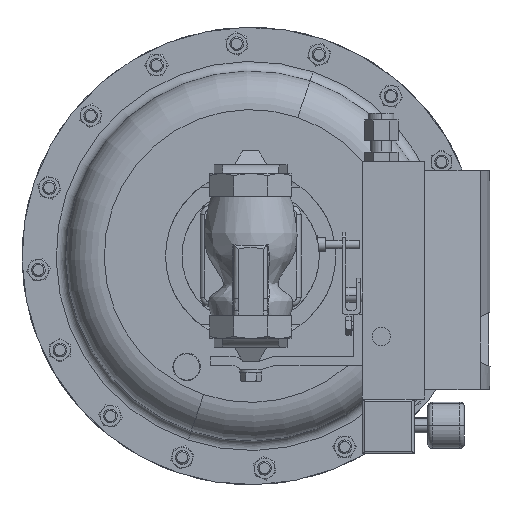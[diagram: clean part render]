
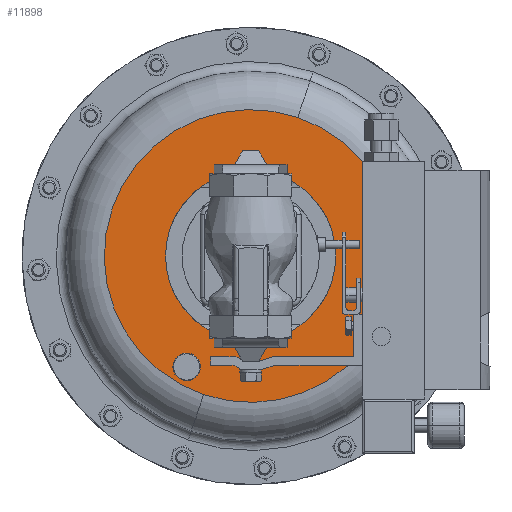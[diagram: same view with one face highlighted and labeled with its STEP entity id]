
A CAD part, front view. The second image highlights one B-rep face of the part: STEP entity #11898.
In plain terms, the highlighted planar face has unit normal (0, -1, 0).
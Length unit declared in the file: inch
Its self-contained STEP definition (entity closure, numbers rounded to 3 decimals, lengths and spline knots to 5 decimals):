
#1337 = CARTESIAN_POINT ( 'NONE',  ( -1.75, 7.835, -5.28109 ) ) ;
#3587 = EDGE_CURVE ( 'NONE', #25709, #37827, #26888, .T. ) ;
#4514 = DIRECTION ( 'NONE',  ( -0.321, 0., -0.947 ) ) ;
#4847 = VERTEX_POINT ( 'NONE', #31202 ) ;
#5659 = CARTESIAN_POINT ( 'NONE',  ( 0., 7.835, -2.25 ) ) ;
#5677 = EDGE_LOOP ( 'NONE', ( #24895, #24825 ) ) ;
#6724 = PLANE ( 'NONE',  #24230 ) ;
#6788 = ORIENTED_EDGE ( 'NONE', *, *, #3587, .T. ) ;
#7149 = CIRCLE ( 'NONE', #8113, 0.375 ) ;
#7404 = CARTESIAN_POINT ( 'NONE',  ( -1.75, 7.835, -5.28109 ) ) ;
#7804 = FACE_OUTER_BOUND ( 'NONE', #12075, .T. ) ;
#8113 = AXIS2_PLACEMENT_3D ( 'NONE', #7404, #29456, #10570 ) ;
#8809 = DIRECTION ( 'NONE',  ( -0.321, 0., -0.947 ) ) ;
#10570 = DIRECTION ( 'NONE',  ( -0.321, 0., -0.947 ) ) ;
#11451 = VERTEX_POINT ( 'NONE', #32388 ) ;
#11898 = ADVANCED_FACE ( 'NONE', ( #32942, #7804, #40345 ), #6724, .T. ) ;
#12075 = EDGE_LOOP ( 'NONE', ( #35363, #14236 ) ) ;
#12760 = EDGE_CURVE ( 'NONE', #24243, #4847, #30945, .T. ) ;
#13461 = DIRECTION ( 'NONE',  ( 0.321, 0., 0.947 ) ) ;
#13612 = CARTESIAN_POINT ( 'NONE',  ( 0., 7.835, -2.25 ) ) ;
#13619 = EDGE_CURVE ( 'NONE', #11451, #36586, #39748, .T. ) ;
#14236 = ORIENTED_EDGE ( 'NONE', *, *, #12760, .F. ) ;
#14279 = AXIS2_PLACEMENT_3D ( 'NONE', #13612, #35640, #16784 ) ;
#14821 = CARTESIAN_POINT ( 'NONE',  ( 1.28576, 7.835, 1.53772 ) ) ;
#15315 = AXIS2_PLACEMENT_3D ( 'NONE', #1337, #23415, #4514 ) ;
#15595 = CARTESIAN_POINT ( 'NONE',  ( 0., 7.835, -2.25 ) ) ;
#16505 = AXIS2_PLACEMENT_3D ( 'NONE', #5659, #27677, #8809 ) ;
#16784 = DIRECTION ( 'NONE',  ( 0., 0., -1. ) ) ;
#18338 = CARTESIAN_POINT ( 'NONE',  ( 0., 7.835, -2.25 ) ) ;
#18748 = DIRECTION ( 'NONE',  ( -0.321, 0., -0.947 ) ) ;
#20472 = CIRCLE ( 'NONE', #16505, 4. ) ;
#21524 = DIRECTION ( 'NONE',  ( 0., 0., -1. ) ) ;
#23415 = DIRECTION ( 'NONE',  ( 0., 1., 0. ) ) ;
#23872 = ORIENTED_EDGE ( 'NONE', *, *, #34720, .T. ) ;
#23992 = AXIS2_PLACEMENT_3D ( 'NONE', #15595, #37609, #18748 ) ;
#24230 = AXIS2_PLACEMENT_3D ( 'NONE', #31921, #32345, #13461 ) ;
#24243 = VERTEX_POINT ( 'NONE', #14821 ) ;
#24825 = ORIENTED_EDGE ( 'NONE', *, *, #37901, .F. ) ;
#24895 = ORIENTED_EDGE ( 'NONE', *, *, #13619, .F. ) ;
#25709 = VERTEX_POINT ( 'NONE', #27109 ) ;
#26585 = CARTESIAN_POINT ( 'NONE',  ( -1.62946, 7.835, -4.92599 ) ) ;
#26888 = CIRCLE ( 'NONE', #15315, 0.375 ) ;
#27109 = CARTESIAN_POINT ( 'NONE',  ( -1.87054, 7.835, -5.63619 ) ) ;
#27677 = DIRECTION ( 'NONE',  ( 0., 1., 0. ) ) ;
#29456 = DIRECTION ( 'NONE',  ( 0., 1., 0. ) ) ;
#30945 = CIRCLE ( 'NONE', #23992, 4. ) ;
#31202 = CARTESIAN_POINT ( 'NONE',  ( -1.28576, 7.835, -6.03772 ) ) ;
#31547 = CARTESIAN_POINT ( 'NONE',  ( 2.325, 7.835, -2.25 ) ) ;
#31797 = EDGE_LOOP ( 'NONE', ( #6788, #23872 ) ) ;
#31921 = CARTESIAN_POINT ( 'NONE',  ( -3.78772, 7.835, -0.96424 ) ) ;
#32345 = DIRECTION ( 'NONE',  ( 0., -1., 0. ) ) ;
#32388 = CARTESIAN_POINT ( 'NONE',  ( -2.325, 7.835, -2.25 ) ) ;
#32942 = FACE_BOUND ( 'NONE', #5677, .T. ) ;
#33021 = EDGE_CURVE ( 'NONE', #4847, #24243, #20472, .T. ) ;
#34518 = AXIS2_PLACEMENT_3D ( 'NONE', #18338, #40385, #21524 ) ;
#34610 = CIRCLE ( 'NONE', #14279, 2.325 ) ;
#34720 = EDGE_CURVE ( 'NONE', #37827, #25709, #7149, .T. ) ;
#35363 = ORIENTED_EDGE ( 'NONE', *, *, #33021, .F. ) ;
#35640 = DIRECTION ( 'NONE',  ( 0., -1., 0. ) ) ;
#36586 = VERTEX_POINT ( 'NONE', #31547 ) ;
#37609 = DIRECTION ( 'NONE',  ( 0., 1., 0. ) ) ;
#37827 = VERTEX_POINT ( 'NONE', #26585 ) ;
#37901 = EDGE_CURVE ( 'NONE', #36586, #11451, #34610, .T. ) ;
#39748 = CIRCLE ( 'NONE', #34518, 2.325 ) ;
#40345 = FACE_BOUND ( 'NONE', #31797, .T. ) ;
#40385 = DIRECTION ( 'NONE',  ( 0., -1., 0. ) ) ;
